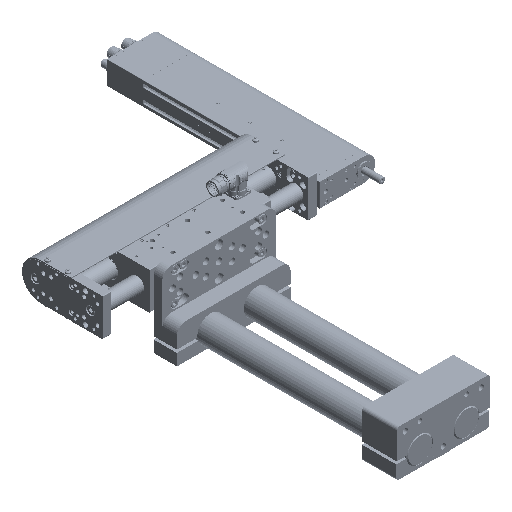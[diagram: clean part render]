
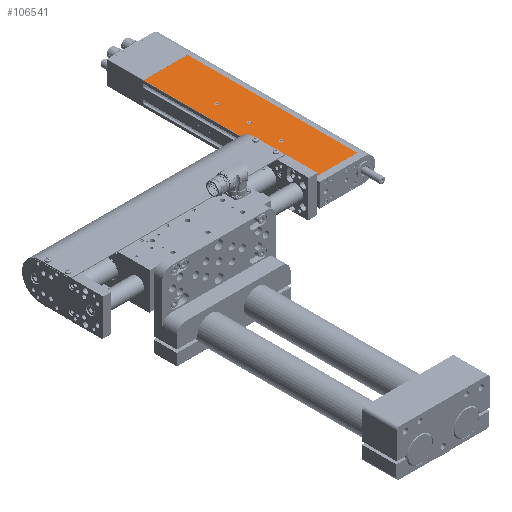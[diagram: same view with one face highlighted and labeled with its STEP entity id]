
A CAD part, isometric view. The second image highlights one B-rep face of the part: STEP entity #106541.
In plain terms, the highlighted face is planar.
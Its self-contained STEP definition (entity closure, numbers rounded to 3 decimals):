
#1342 = VERTEX_POINT ( 'NONE', #65177 ) ;
#9691 = DIRECTION ( 'NONE',  ( 0., 1., 0. ) ) ;
#11717 = EDGE_CURVE ( 'NONE', #17989, #194711, #186661, .T. ) ;
#17010 = AXIS2_PLACEMENT_3D ( 'NONE', #123746, #27645, #173962 ) ;
#17989 = VERTEX_POINT ( 'NONE', #148792 ) ;
#27645 = DIRECTION ( 'NONE',  ( 1., 0., 0. ) ) ;
#31815 = DIRECTION ( 'NONE',  ( 0., 1., 0. ) ) ;
#31965 = ORIENTED_EDGE ( 'NONE', *, *, #33591, .F. ) ;
#33396 = LINE ( 'NONE', #97064, #162412 ) ;
#33591 = EDGE_CURVE ( 'NONE', #126951, #200560, #150819, .T. ) ;
#34426 = CIRCLE ( 'NONE', #160755, 3.15 ) ;
#35338 = PLANE ( 'NONE',  #195964 ) ;
#40333 = DIRECTION ( 'NONE',  ( 0., 0., -1. ) ) ;
#41056 = CARTESIAN_POINT ( 'NONE',  ( 20., 0., 291. ) ) ;
#48525 = DIRECTION ( 'NONE',  ( 1., 0., 0. ) ) ;
#54125 = CARTESIAN_POINT ( 'NONE',  ( 20., 0., 291. ) ) ;
#65080 = EDGE_CURVE ( 'NONE', #205301, #205301, #74981, .T. ) ;
#65177 = CARTESIAN_POINT ( 'NONE',  ( 20., -47.5, 134.85 ) ) ;
#65453 = VERTEX_POINT ( 'NONE', #175257 ) ;
#70499 = EDGE_CURVE ( 'NONE', #200560, #194711, #33396, .T. ) ;
#74981 = CIRCLE ( 'NONE', #151740, 3.15 ) ;
#75859 = CARTESIAN_POINT ( 'NONE',  ( 20., -75.5, 291. ) ) ;
#78398 = VECTOR ( 'NONE', #40333, 1000. ) ;
#81039 = EDGE_CURVE ( 'NONE', #126951, #17989, #186702, .T. ) ;
#82318 = ORIENTED_EDGE ( 'NONE', *, *, #11717, .T. ) ;
#84416 = DIRECTION ( 'NONE',  ( 0., -1., 0. ) ) ;
#85358 = EDGE_LOOP ( 'NONE', ( #132093 ) ) ;
#87295 = ORIENTED_EDGE ( 'NONE', *, *, #81039, .T. ) ;
#90128 = ORIENTED_EDGE ( 'NONE', *, *, #65080, .F. ) ;
#94666 = CARTESIAN_POINT ( 'NONE',  ( 20., 0., 291. ) ) ;
#97064 = CARTESIAN_POINT ( 'NONE',  ( 20., 0., 291. ) ) ;
#99127 = EDGE_LOOP ( 'NONE', ( #31965, #87295, #82318, #141534 ) ) ;
#99704 = EDGE_CURVE ( 'NONE', #1342, #1342, #107069, .T. ) ;
#100307 = DIRECTION ( 'NONE',  ( 0., 0., -1. ) ) ;
#102402 = VECTOR ( 'NONE', #9691, 1000. ) ;
#106541 = ADVANCED_FACE ( 'NONE', ( #112661, #179610, #176517, #193296 ), #35338, .F. ) ;
#107069 = CIRCLE ( 'NONE', #17010, 3.15 ) ;
#112661 = FACE_BOUND ( 'NONE', #202604, .T. ) ;
#115992 = DIRECTION ( 'NONE',  ( 1., 0., 0. ) ) ;
#123746 = CARTESIAN_POINT ( 'NONE',  ( 20., -47.5, 138. ) ) ;
#126951 = VERTEX_POINT ( 'NONE', #141202 ) ;
#132093 = ORIENTED_EDGE ( 'NONE', *, *, #99704, .F. ) ;
#132446 = EDGE_CURVE ( 'NONE', #65453, #65453, #34426, .T. ) ;
#135591 = DIRECTION ( 'NONE',  ( -1., 0., 0. ) ) ;
#136338 = VECTOR ( 'NONE', #31815, 1000. ) ;
#141202 = CARTESIAN_POINT ( 'NONE',  ( 20., -75.5, 291. ) ) ;
#141381 = EDGE_LOOP ( 'NONE', ( #90128 ) ) ;
#141534 = ORIENTED_EDGE ( 'NONE', *, *, #70499, .F. ) ;
#144626 = CARTESIAN_POINT ( 'NONE',  ( 20., -47.5, 83. ) ) ;
#148792 = CARTESIAN_POINT ( 'NONE',  ( 20., -75.5, 0. ) ) ;
#150819 = LINE ( 'NONE', #41056, #102402 ) ;
#151740 = AXIS2_PLACEMENT_3D ( 'NONE', #144626, #48525, #176065 ) ;
#159129 = CARTESIAN_POINT ( 'NONE',  ( 20., -47.5, 79.85 ) ) ;
#160755 = AXIS2_PLACEMENT_3D ( 'NONE', #167236, #115992, #100307 ) ;
#162412 = VECTOR ( 'NONE', #191327, 1000. ) ;
#166771 = CARTESIAN_POINT ( 'NONE',  ( 20., 0., 0. ) ) ;
#167236 = CARTESIAN_POINT ( 'NONE',  ( 20., -47.5, 193. ) ) ;
#173962 = DIRECTION ( 'NONE',  ( 0., 0., -1. ) ) ;
#175257 = CARTESIAN_POINT ( 'NONE',  ( 20., -47.5, 189.85 ) ) ;
#176065 = DIRECTION ( 'NONE',  ( 0., 0., -1. ) ) ;
#176517 = FACE_BOUND ( 'NONE', #85358, .T. ) ;
#179610 = FACE_BOUND ( 'NONE', #141381, .T. ) ;
#186661 = LINE ( 'NONE', #205454, #136338 ) ;
#186702 = LINE ( 'NONE', #75859, #78398 ) ;
#191327 = DIRECTION ( 'NONE',  ( 0., 0., -1. ) ) ;
#192055 = ORIENTED_EDGE ( 'NONE', *, *, #132446, .F. ) ;
#193296 = FACE_OUTER_BOUND ( 'NONE', #99127, .T. ) ;
#194711 = VERTEX_POINT ( 'NONE', #166771 ) ;
#195964 = AXIS2_PLACEMENT_3D ( 'NONE', #54125, #135591, #84416 ) ;
#200560 = VERTEX_POINT ( 'NONE', #94666 ) ;
#202604 = EDGE_LOOP ( 'NONE', ( #192055 ) ) ;
#205301 = VERTEX_POINT ( 'NONE', #159129 ) ;
#205454 = CARTESIAN_POINT ( 'NONE',  ( 20., 0., 0. ) ) ;
